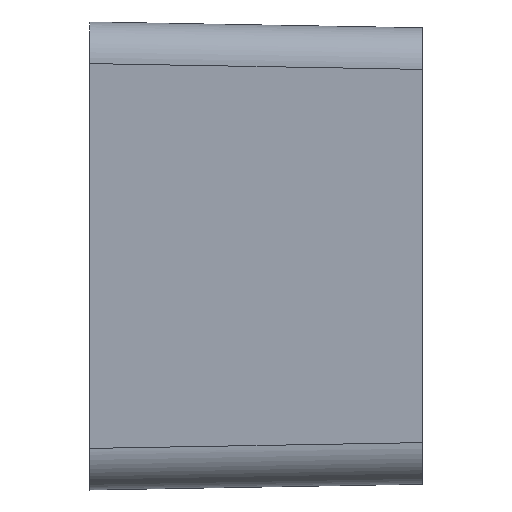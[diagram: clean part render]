
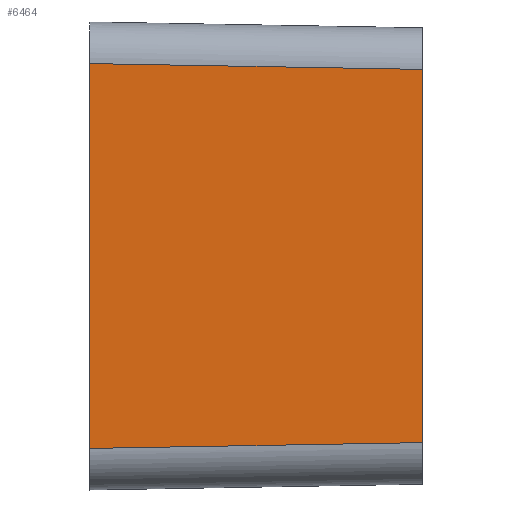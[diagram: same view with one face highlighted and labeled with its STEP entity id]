
A CAD part, left-side view. The second image highlights one B-rep face of the part: STEP entity #6464.
In plain terms, the highlighted planar face has unit normal (-1, 0.018, 0).
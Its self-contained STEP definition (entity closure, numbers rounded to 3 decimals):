
#21=CARTESIAN_POINT('',(-43.25,0.,-22.448));
#39=CARTESIAN_POINT('',(-43.25,0.,22.448));
#389=CARTESIAN_POINT('',(-42.552,40.,-23.146));
#2483=DIRECTION('',(-0.017,-1.,0.017));
#2484=VECTOR('',#2483,40.012);
#2485=CARTESIAN_POINT('',(-42.552,40.,-23.146));
#2486=LINE('',#2485,#2484);
#2487=DIRECTION('',(0.,0.,1.));
#2488=VECTOR('',#2487,46.292);
#2489=CARTESIAN_POINT('',(-42.552,40.,-23.146));
#2490=LINE('',#2489,#2488);
#2491=DIRECTION('',(-0.017,-1.,-0.017));
#2492=VECTOR('',#2491,40.012);
#2493=CARTESIAN_POINT('',(-42.552,40.,23.146));
#2494=LINE('',#2493,#2492);
#2495=DIRECTION('',(0.,0.,-1.));
#2496=VECTOR('',#2495,44.895);
#2497=CARTESIAN_POINT('',(-43.25,0.,22.448));
#2498=LINE('',#2497,#2496);
#3061=VERTEX_POINT('',#39);
#3062=CARTESIAN_POINT('',(-42.552,40.,23.146));
#3063=VERTEX_POINT('',#3062);
#3070=VERTEX_POINT('',#21);
#3074=VERTEX_POINT('',#389);
#6452=CARTESIAN_POINT('',(-43.25,-0.004,
-30.163));
#6453=DIRECTION('',(-1.,0.017,0.));
#6454=DIRECTION('',(0.,0.,-1.));
#6455=AXIS2_PLACEMENT_3D('',#6452,#6453,#6454);
#6456=PLANE('',#6455);
#6458=ORIENTED_EDGE('',*,*,#6457,.F.);
#6459=ORIENTED_EDGE('',*,*,#3324,.T.);
#6460=ORIENTED_EDGE('',*,*,#6445,.T.);
#6461=ORIENTED_EDGE('',*,*,#3166,.T.);
#6462=EDGE_LOOP('',(#6458,#6459,#6460,#6461));
#6463=FACE_OUTER_BOUND('',#6462,.F.);
#6464=ADVANCED_FACE('',(#6463),#6456,.T.);
#3166=EDGE_CURVE('',#3061,#3070,#2498,.T.);
#3324=EDGE_CURVE('',#3074,#3063,#2490,.T.);
#6445=EDGE_CURVE('',#3063,#3061,#2494,.T.);
#6457=EDGE_CURVE('',#3074,#3070,#2486,.T.);
